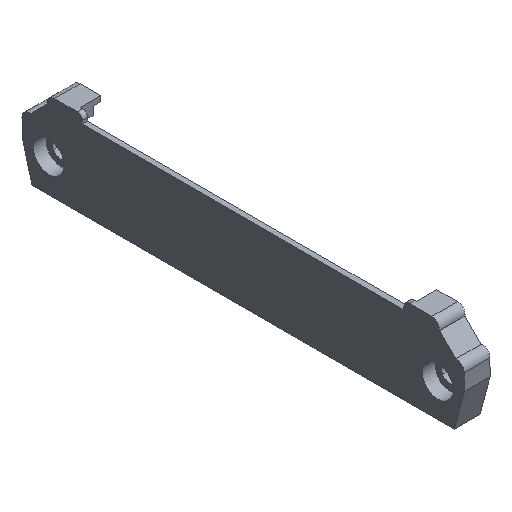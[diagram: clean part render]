
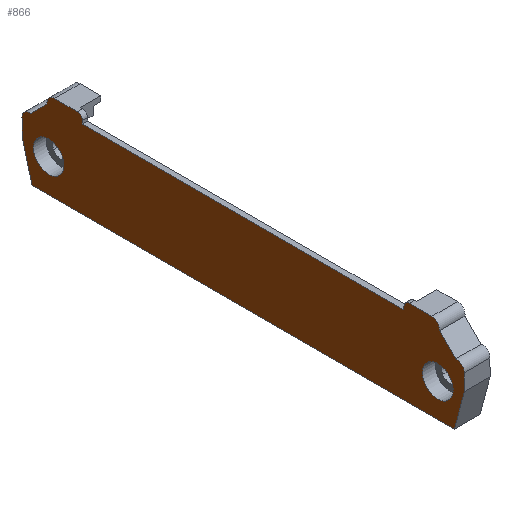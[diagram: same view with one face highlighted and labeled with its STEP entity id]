
A CAD part, isometric view. The second image highlights one B-rep face of the part: STEP entity #866.
In plain terms, the highlighted planar face has unit normal (-1, 0, 0).
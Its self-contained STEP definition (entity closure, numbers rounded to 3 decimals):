
#262=AXIS2_PLACEMENT_3D('Circle Axis2P3D',#260,#261,$) ;
#312=AXIS2_PLACEMENT_3D('Circle Axis2P3D',#310,#311,$) ;
#712=AXIS2_PLACEMENT_3D('Circle Axis2P3D',#710,#711,$) ;
#740=AXIS2_PLACEMENT_3D('Plane Axis2P3D',#737,#738,#739) ;
#753=AXIS2_PLACEMENT_3D('Circle Axis2P3D',#751,#752,$) ;
#793=AXIS2_PLACEMENT_3D('Circle Axis2P3D',#791,#792,$) ;
#807=AXIS2_PLACEMENT_3D('Circle Axis2P3D',#805,#806,$) ;
#832=AXIS2_PLACEMENT_3D('Circle Axis2P3D',#830,#831,$) ;
#841=AXIS2_PLACEMENT_3D('Circle Axis2P3D',#839,#840,$) ;
#850=AXIS2_PLACEMENT_3D('Circle Axis2P3D',#848,#849,$) ;
#859=AXIS2_PLACEMENT_3D('Circle Axis2P3D',#857,#858,$) ;
#223=CARTESIAN_POINT('Vertex',(0.,80.041,20.)) ;
#226=CARTESIAN_POINT('Line Origine',(0.,77.821,20.)) ;
#230=CARTESIAN_POINT('Vertex',(0.,75.6,20.)) ;
#257=CARTESIAN_POINT('Vertex',(0.,81.526,18.288)) ;
#260=CARTESIAN_POINT('Axis2P3D Location',(0.,80.041,18.5)) ;
#282=CARTESIAN_POINT('Vertex',(0.,84.688,15.126)) ;
#285=CARTESIAN_POINT('Line Origine',(0.,83.107,16.707)) ;
#307=CARTESIAN_POINT('Vertex',(0.,86.4,13.641)) ;
#310=CARTESIAN_POINT('Axis2P3D Location',(0.,84.9,13.641)) ;
#332=CARTESIAN_POINT('Vertex',(0.,86.4,10.432)) ;
#335=CARTESIAN_POINT('Line Origine',(0.,86.4,12.037)) ;
#357=CARTESIAN_POINT('Vertex',(0.,84.435,3.1)) ;
#360=CARTESIAN_POINT('Line Origine',(0.,85.418,6.766)) ;
#459=CARTESIAN_POINT('Vertex',(0.,1.965,3.1)) ;
#462=CARTESIAN_POINT('Line Origine',(0.,43.2,3.1)) ;
#710=CARTESIAN_POINT('Axis2P3D Location',(0.,75.6,19.)) ;
#714=CARTESIAN_POINT('Vertex',(0.,74.6,19.)) ;
#737=CARTESIAN_POINT('Axis2P3D Location',(0.,43.2,3.1)) ;
#742=CARTESIAN_POINT('Line Origine',(0.,8.579,20.)) ;
#746=CARTESIAN_POINT('Vertex',(0.,10.8,20.)) ;
#748=CARTESIAN_POINT('Vertex',(0.,6.359,20.)) ;
#751=CARTESIAN_POINT('Axis2P3D Location',(0.,10.8,19.)) ;
#755=CARTESIAN_POINT('Vertex',(0.,11.8,19.)) ;
#758=CARTESIAN_POINT('Line Origine',(0.,11.8,18.7)) ;
#762=CARTESIAN_POINT('Vertex',(0.,11.8,18.4)) ;
#765=CARTESIAN_POINT('Line Origine',(0.,43.2,18.4)) ;
#769=CARTESIAN_POINT('Vertex',(0.,74.6,18.4)) ;
#772=CARTESIAN_POINT('Line Origine',(0.,74.6,18.7)) ;
#777=CARTESIAN_POINT('Line Origine',(0.,0.982,6.766)) ;
#781=CARTESIAN_POINT('Vertex',(0.,0.,10.432)) ;
#784=CARTESIAN_POINT('Line Origine',(0.,0.,12.037)) ;
#788=CARTESIAN_POINT('Vertex',(0.,0.,13.641)) ;
#791=CARTESIAN_POINT('Axis2P3D Location',(0.,1.5,13.641)) ;
#795=CARTESIAN_POINT('Vertex',(0.,1.712,15.126)) ;
#798=CARTESIAN_POINT('Line Origine',(0.,3.293,16.707)) ;
#802=CARTESIAN_POINT('Vertex',(0.,4.874,18.288)) ;
#805=CARTESIAN_POINT('Axis2P3D Location',(0.,6.359,18.5)) ;
#830=CARTESIAN_POINT('Axis2P3D Location',(0.,81.2,9.6)) ;
#834=CARTESIAN_POINT('Vertex',(0.,78.567,8.162)) ;
#836=CARTESIAN_POINT('Vertex',(0.,83.833,11.038)) ;
#839=CARTESIAN_POINT('Axis2P3D Location',(0.,81.2,9.6)) ;
#848=CARTESIAN_POINT('Axis2P3D Location',(0.,5.2,9.6)) ;
#852=CARTESIAN_POINT('Vertex',(0.,2.567,8.162)) ;
#854=CARTESIAN_POINT('Vertex',(0.,7.833,11.038)) ;
#857=CARTESIAN_POINT('Axis2P3D Location',(0.,5.2,9.6)) ;
#227=DIRECTION('Vector Direction',(0.,1.,0.)) ;
#261=DIRECTION('Axis2P3D Direction',(1.,0.,0.)) ;
#286=DIRECTION('Vector Direction',(0.,-0.707,0.707)) ;
#311=DIRECTION('Axis2P3D Direction',(1.,0.,0.)) ;
#336=DIRECTION('Vector Direction',(0.,0.,1.)) ;
#361=DIRECTION('Vector Direction',(0.,-0.259,-0.966)) ;
#463=DIRECTION('Vector Direction',(0.,-1.,0.)) ;
#711=DIRECTION('Axis2P3D Direction',(-1.,0.,0.)) ;
#738=DIRECTION('Axis2P3D Direction',(-1.,0.,0.)) ;
#739=DIRECTION('Axis2P3D XDirection',(0.,-1.,0.)) ;
#743=DIRECTION('Vector Direction',(0.,1.,0.)) ;
#752=DIRECTION('Axis2P3D Direction',(-1.,0.,0.)) ;
#759=DIRECTION('Vector Direction',(0.,0.,-1.)) ;
#766=DIRECTION('Vector Direction',(0.,1.,0.)) ;
#773=DIRECTION('Vector Direction',(0.,0.,1.)) ;
#778=DIRECTION('Vector Direction',(0.,-0.259,0.966)) ;
#785=DIRECTION('Vector Direction',(0.,0.,1.)) ;
#792=DIRECTION('Axis2P3D Direction',(-1.,0.,0.)) ;
#799=DIRECTION('Vector Direction',(0.,-0.707,-0.707)) ;
#806=DIRECTION('Axis2P3D Direction',(-1.,0.,0.)) ;
#831=DIRECTION('Axis2P3D Direction',(-1.,0.,0.)) ;
#840=DIRECTION('Axis2P3D Direction',(-1.,0.,0.)) ;
#849=DIRECTION('Axis2P3D Direction',(-1.,0.,0.)) ;
#858=DIRECTION('Axis2P3D Direction',(-1.,0.,0.)) ;
#228=VECTOR('Line Direction',#227,1.) ;
#287=VECTOR('Line Direction',#286,1.) ;
#337=VECTOR('Line Direction',#336,1.) ;
#362=VECTOR('Line Direction',#361,1.) ;
#464=VECTOR('Line Direction',#463,1.) ;
#744=VECTOR('Line Direction',#743,1.) ;
#760=VECTOR('Line Direction',#759,1.) ;
#767=VECTOR('Line Direction',#766,1.) ;
#774=VECTOR('Line Direction',#773,1.) ;
#779=VECTOR('Line Direction',#778,1.) ;
#786=VECTOR('Line Direction',#785,1.) ;
#800=VECTOR('Line Direction',#799,1.) ;
#811=ORIENTED_EDGE('',*,*,#750,.F.) ;
#812=ORIENTED_EDGE('',*,*,#757,.T.) ;
#813=ORIENTED_EDGE('',*,*,#764,.F.) ;
#814=ORIENTED_EDGE('',*,*,#771,.T.) ;
#815=ORIENTED_EDGE('',*,*,#776,.F.) ;
#816=ORIENTED_EDGE('',*,*,#716,.T.) ;
#817=ORIENTED_EDGE('',*,*,#232,.F.) ;
#818=ORIENTED_EDGE('',*,*,#264,.T.) ;
#819=ORIENTED_EDGE('',*,*,#289,.F.) ;
#820=ORIENTED_EDGE('',*,*,#314,.T.) ;
#821=ORIENTED_EDGE('',*,*,#339,.F.) ;
#822=ORIENTED_EDGE('',*,*,#364,.T.) ;
#823=ORIENTED_EDGE('',*,*,#466,.T.) ;
#824=ORIENTED_EDGE('',*,*,#783,.T.) ;
#825=ORIENTED_EDGE('',*,*,#790,.T.) ;
#826=ORIENTED_EDGE('',*,*,#797,.T.) ;
#827=ORIENTED_EDGE('',*,*,#804,.F.) ;
#828=ORIENTED_EDGE('',*,*,#809,.T.) ;
#845=ORIENTED_EDGE('',*,*,#838,.F.) ;
#846=ORIENTED_EDGE('',*,*,#843,.F.) ;
#863=ORIENTED_EDGE('',*,*,#856,.F.) ;
#864=ORIENTED_EDGE('',*,*,#861,.F.) ;
#847=FACE_BOUND('',#844,.T.) ;
#865=FACE_BOUND('',#862,.T.) ;
#866=ADVANCED_FACE('ABSCHLUSSPLATTE',(#829,#847,#865),#741,.T.) ;
#263=CIRCLE('generated circle',#262,1.5) ;
#313=CIRCLE('generated circle',#312,1.5) ;
#713=CIRCLE('generated circle',#712,1.) ;
#754=CIRCLE('generated circle',#753,1.) ;
#794=CIRCLE('generated circle',#793,1.5) ;
#808=CIRCLE('generated circle',#807,1.5) ;
#833=CIRCLE('generated circle',#832,3.) ;
#842=CIRCLE('generated circle',#841,3.) ;
#851=CIRCLE('generated circle',#850,3.) ;
#860=CIRCLE('generated circle',#859,3.) ;
#232=EDGE_CURVE('',#224,#231,#229,.F.) ;
#264=EDGE_CURVE('',#224,#258,#263,.F.) ;
#289=EDGE_CURVE('',#283,#258,#288,.T.) ;
#314=EDGE_CURVE('',#283,#308,#313,.F.) ;
#339=EDGE_CURVE('',#333,#308,#338,.T.) ;
#364=EDGE_CURVE('',#333,#358,#363,.T.) ;
#466=EDGE_CURVE('',#358,#460,#465,.T.) ;
#716=EDGE_CURVE('',#715,#231,#713,.T.) ;
#750=EDGE_CURVE('',#747,#749,#745,.F.) ;
#757=EDGE_CURVE('',#747,#756,#754,.T.) ;
#764=EDGE_CURVE('',#763,#756,#761,.F.) ;
#771=EDGE_CURVE('',#763,#770,#768,.T.) ;
#776=EDGE_CURVE('',#715,#770,#775,.F.) ;
#783=EDGE_CURVE('',#460,#782,#780,.T.) ;
#790=EDGE_CURVE('',#782,#789,#787,.T.) ;
#797=EDGE_CURVE('',#789,#796,#794,.T.) ;
#804=EDGE_CURVE('',#803,#796,#801,.T.) ;
#809=EDGE_CURVE('',#803,#749,#808,.T.) ;
#838=EDGE_CURVE('',#835,#837,#833,.T.) ;
#843=EDGE_CURVE('',#837,#835,#842,.T.) ;
#856=EDGE_CURVE('',#853,#855,#851,.T.) ;
#861=EDGE_CURVE('',#855,#853,#860,.T.) ;
#810=EDGE_LOOP('',(#811,#812,#813,#814,#815,#816,#817,#818,#819,#820,#821,#822,#823,#824,#825,#826,#827,#828)) ;
#844=EDGE_LOOP('',(#845,#846)) ;
#862=EDGE_LOOP('',(#863,#864)) ;
#829=FACE_OUTER_BOUND('',#810,.T.) ;
#229=LINE('Line',#226,#228) ;
#288=LINE('Line',#285,#287) ;
#338=LINE('Line',#335,#337) ;
#363=LINE('Line',#360,#362) ;
#465=LINE('Line',#462,#464) ;
#745=LINE('Line',#742,#744) ;
#761=LINE('Line',#758,#760) ;
#768=LINE('Line',#765,#767) ;
#775=LINE('Line',#772,#774) ;
#780=LINE('Line',#777,#779) ;
#787=LINE('Line',#784,#786) ;
#801=LINE('Line',#798,#800) ;
#741=PLANE('',#740) ;
#224=VERTEX_POINT('',#223) ;
#231=VERTEX_POINT('',#230) ;
#258=VERTEX_POINT('',#257) ;
#283=VERTEX_POINT('',#282) ;
#308=VERTEX_POINT('',#307) ;
#333=VERTEX_POINT('',#332) ;
#358=VERTEX_POINT('',#357) ;
#460=VERTEX_POINT('',#459) ;
#715=VERTEX_POINT('',#714) ;
#747=VERTEX_POINT('',#746) ;
#749=VERTEX_POINT('',#748) ;
#756=VERTEX_POINT('',#755) ;
#763=VERTEX_POINT('',#762) ;
#770=VERTEX_POINT('',#769) ;
#782=VERTEX_POINT('',#781) ;
#789=VERTEX_POINT('',#788) ;
#796=VERTEX_POINT('',#795) ;
#803=VERTEX_POINT('',#802) ;
#835=VERTEX_POINT('',#834) ;
#837=VERTEX_POINT('',#836) ;
#853=VERTEX_POINT('',#852) ;
#855=VERTEX_POINT('',#854) ;
